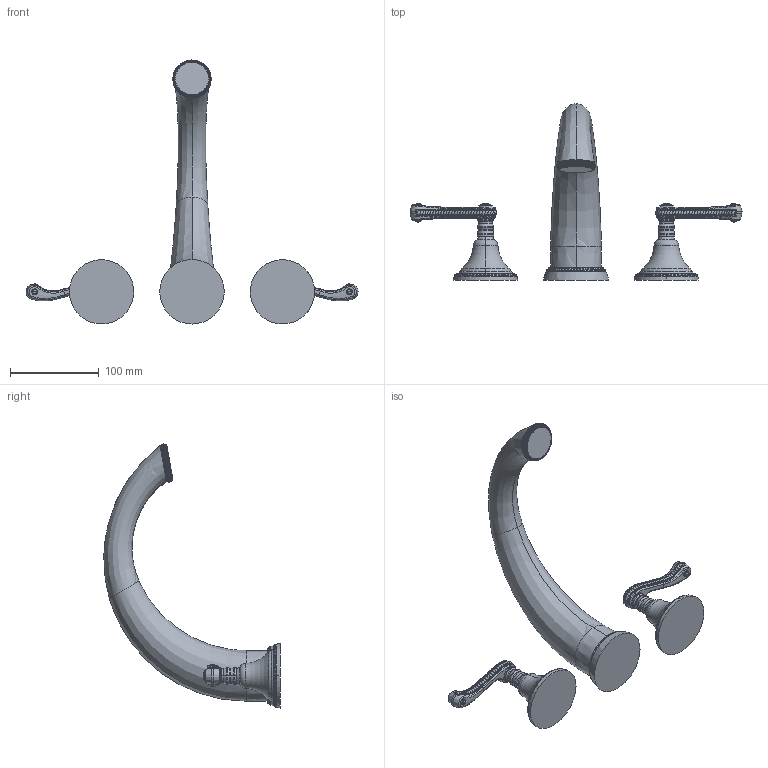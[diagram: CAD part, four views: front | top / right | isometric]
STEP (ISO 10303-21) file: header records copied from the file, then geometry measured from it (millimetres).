
FILE_DESCRIPTION((''),'2;1');
FILE_NAME('3-1026','2021-03-09T10:47:39',('jinson.thomas'),(''),'CREO PARAMETRIC BY PTC INC, 2018400','CREO PARAMETRIC BY PTC INC, 2018400','');
FILE_SCHEMA(('CONFIG_CONTROL_DESIGN'));
Products named in the file (1): 3-1026
Bounding box: 373.09 x 198.07 x 296.72 mm (x, y, z)
Volume: 787478.2 mm3; surface area: 97152.3 mm2
Topology: 3 solids, 3 shells, 1989 faces, 5571 edges, 3701 vertices
Faces by surface type: bspline 513, torus 330, cylinder 294, plane 281, cone 236, extrusion 203, sphere 132
Entity records: 110847 total; most frequent: CARTESIAN_POINT 67811, ORIENTED_EDGE 11126, DIRECTION 5794, EDGE_CURVE 5563, B_SPLINE_CURVE_WITH_KNOTS 3905, VERTEX_POINT 3701, AXIS2_PLACEMENT_3D 2457, EDGE_LOOP 2110
